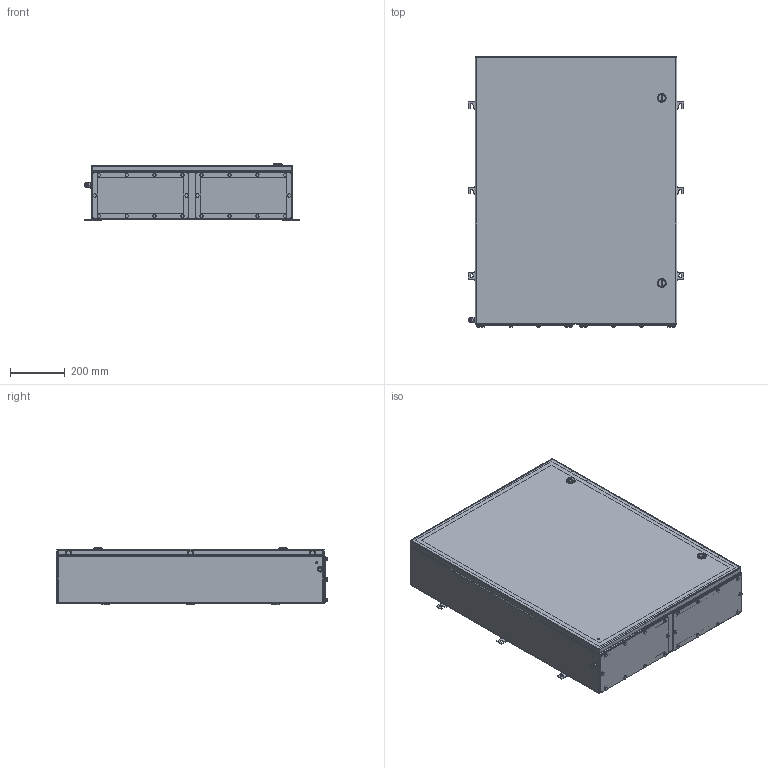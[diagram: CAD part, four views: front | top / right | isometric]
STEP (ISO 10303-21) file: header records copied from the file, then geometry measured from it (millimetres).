
FILE_DESCRIPTION(('CATIA V5 STEP Exchange','CAx-IF Rec.Pracs.--- Model Styling and Organization---1.4--- 2014-01-23'),'2;1');
FILE_NAME ('008873-5_4_1201010000_1201010000.stp','2019-09-23T10:57:01+00:00',('none'),('Weidmueller'),'CATIA Version 5-6 Release 2016 SP3 HF44','CATIA V5 STEP AP214','none');
FILE_SCHEMA(('AUTOMOTIVE_DESIGN { 1 0 10303 214 1 1 1 1 }'));
Products named in the file (1): 1201010000_AllCATPart
Bounding box: 791 x 991 x 209.8 mm (x, y, z)
Volume: 4056074 mm3; surface area: 4930825.9 mm2
Topology: 100 solids, 102 shells, 1980 faces, 4562 edges, 2865 vertices
Faces by surface type: plane 884, cylinder 848, cone 194, sphere 24, torus 22, bspline 8
Entity records: 53300 total; most frequent: CARTESIAN_POINT 11040, ORIENTED_EDGE 8952, DIRECTION 7163, EDGE_CURVE 4476, AXIS2_PLACEMENT_3D 3135, VERTEX_POINT 2865, VECTOR 2540, LINE 2540
